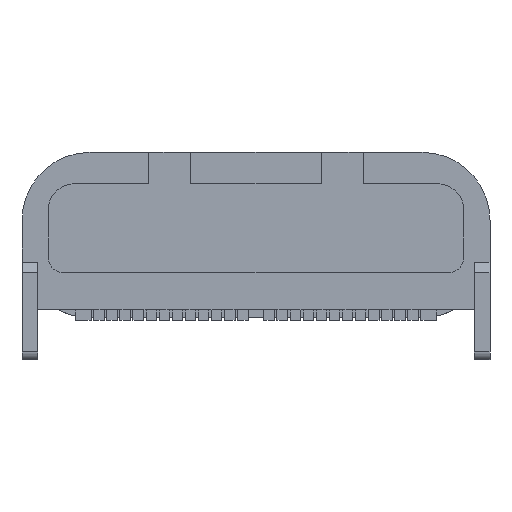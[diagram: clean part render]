
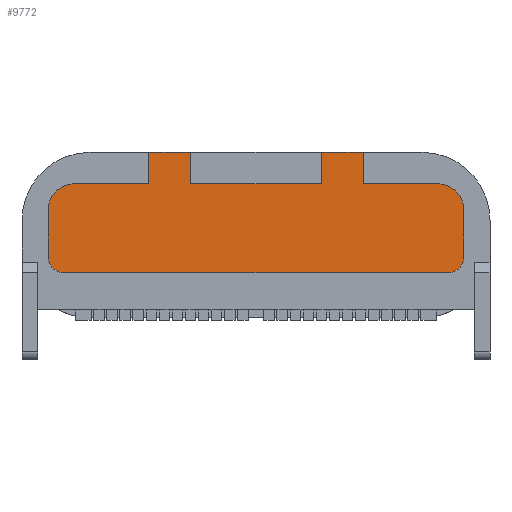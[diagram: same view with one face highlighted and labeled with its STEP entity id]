
A CAD part, front view. The second image highlights one B-rep face of the part: STEP entity #9772.
In plain terms, the highlighted planar face has unit normal (0, -1, 0).
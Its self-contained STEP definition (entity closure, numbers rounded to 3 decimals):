
#766=CIRCLE('',#10467,0.3);
#767=CIRCLE('',#10468,0.5);
#768=CIRCLE('',#10469,0.5);
#769=CIRCLE('',#10470,0.3);
#1118=FACE_OUTER_BOUND('',#1634,.T.);
#1634=EDGE_LOOP('',(#7608,#7609,#7610,#7611,#7612,#7613,#7614,#7615,#7616,
#7617,#7618,#7619,#7620,#7621,#7622,#7623));
#2369=LINE('',#14748,#3441);
#2375=LINE('',#14759,#3447);
#2481=LINE('',#15044,#3553);
#2482=LINE('',#15050,#3554);
#2483=LINE('',#15054,#3555);
#2484=LINE('',#15055,#3556);
#2485=LINE('',#15057,#3557);
#2486=LINE('',#15058,#3558);
#2487=LINE('',#15060,#3559);
#2488=LINE('',#15062,#3560);
#2489=LINE('',#15066,#3561);
#2490=LINE('',#15069,#3562);
#3441=VECTOR('',#11917,0.8);
#3447=VECTOR('',#11923,0.8);
#3553=VECTOR('',#12177,0.6);
#3554=VECTOR('',#12182,0.9);
#3555=VECTOR('',#12185,1.42);
#3556=VECTOR('',#12186,0.6);
#3557=VECTOR('',#12187,2.5);
#3558=VECTOR('',#12188,0.6);
#3559=VECTOR('',#12189,0.6);
#3560=VECTOR('',#12190,1.42);
#3561=VECTOR('',#12193,0.9);
#3562=VECTOR('',#12196,7.34);
#4490=VERTEX_POINT('',#14745);
#4491=VERTEX_POINT('',#14747);
#4495=VERTEX_POINT('',#14756);
#4496=VERTEX_POINT('',#14758);
#4601=VERTEX_POINT('',#15042);
#4602=VERTEX_POINT('',#15046);
#4603=VERTEX_POINT('',#15047);
#4604=VERTEX_POINT('',#15049);
#4605=VERTEX_POINT('',#15051);
#4606=VERTEX_POINT('',#15053);
#4607=VERTEX_POINT('',#15056);
#4608=VERTEX_POINT('',#15059);
#4609=VERTEX_POINT('',#15061);
#4610=VERTEX_POINT('',#15063);
#4611=VERTEX_POINT('',#15065);
#4612=VERTEX_POINT('',#15067);
#5560=EDGE_CURVE('',#4491,#4490,#2369,.T.);
#5566=EDGE_CURVE('',#4496,#4495,#2375,.T.);
#5709=EDGE_CURVE('',#4490,#4601,#2481,.T.);
#5710=EDGE_CURVE('',#4602,#4603,#766,.T.);
#5711=EDGE_CURVE('',#4603,#4604,#2482,.T.);
#5712=EDGE_CURVE('',#4604,#4605,#767,.T.);
#5713=EDGE_CURVE('',#4605,#4606,#2483,.T.);
#5714=EDGE_CURVE('',#4606,#4491,#2484,.T.);
#5715=EDGE_CURVE('',#4601,#4607,#2485,.T.);
#5716=EDGE_CURVE('',#4607,#4496,#2486,.T.);
#5717=EDGE_CURVE('',#4495,#4608,#2487,.T.);
#5718=EDGE_CURVE('',#4608,#4609,#2488,.T.);
#5719=EDGE_CURVE('',#4609,#4610,#768,.T.);
#5720=EDGE_CURVE('',#4610,#4611,#2489,.T.);
#5721=EDGE_CURVE('',#4611,#4612,#769,.T.);
#5722=EDGE_CURVE('',#4612,#4602,#2490,.T.);
#7608=ORIENTED_EDGE('',*,*,#5710,.T.);
#7609=ORIENTED_EDGE('',*,*,#5711,.T.);
#7610=ORIENTED_EDGE('',*,*,#5712,.T.);
#7611=ORIENTED_EDGE('',*,*,#5713,.T.);
#7612=ORIENTED_EDGE('',*,*,#5714,.T.);
#7613=ORIENTED_EDGE('',*,*,#5560,.T.);
#7614=ORIENTED_EDGE('',*,*,#5709,.T.);
#7615=ORIENTED_EDGE('',*,*,#5715,.T.);
#7616=ORIENTED_EDGE('',*,*,#5716,.T.);
#7617=ORIENTED_EDGE('',*,*,#5566,.T.);
#7618=ORIENTED_EDGE('',*,*,#5717,.T.);
#7619=ORIENTED_EDGE('',*,*,#5718,.T.);
#7620=ORIENTED_EDGE('',*,*,#5719,.T.);
#7621=ORIENTED_EDGE('',*,*,#5720,.T.);
#7622=ORIENTED_EDGE('',*,*,#5721,.T.);
#7623=ORIENTED_EDGE('',*,*,#5722,.T.);
#9367=PLANE('',#10466);
#9772=ADVANCED_FACE('',(#1118),#9367,.T.);
#10466=AXIS2_PLACEMENT_3D('',#15045,#12178,#12179);
#10467=AXIS2_PLACEMENT_3D('',#15048,#12180,#12181);
#10468=AXIS2_PLACEMENT_3D('',#15052,#12183,#12184);
#10469=AXIS2_PLACEMENT_3D('',#15064,#12191,#12192);
#10470=AXIS2_PLACEMENT_3D('',#15068,#12194,#12195);
#11917=DIRECTION('',(-1.,0.,0.));
#11923=DIRECTION('',(-1.,0.,0.));
#12177=DIRECTION('',(0.,0.,-1.));
#12178=DIRECTION('center_axis',(0.,-1.,0.));
#12179=DIRECTION('ref_axis',(-1.,0.,0.));
#12180=DIRECTION('center_axis',(0.,-1.,0.));
#12181=DIRECTION('ref_axis',(0.,0.,-1.));
#12182=DIRECTION('',(0.,0.,1.));
#12183=DIRECTION('center_axis',(0.,-1.,0.));
#12184=DIRECTION('ref_axis',(1.,0.,0.));
#12185=DIRECTION('',(-1.,0.,0.));
#12186=DIRECTION('',(0.,0.,1.));
#12187=DIRECTION('',(-1.,0.,0.));
#12188=DIRECTION('',(0.,0.,1.));
#12189=DIRECTION('',(0.,0.,-1.));
#12190=DIRECTION('',(-1.,0.,0.));
#12191=DIRECTION('center_axis',(0.,-1.,0.));
#12192=DIRECTION('ref_axis',(0.,0.,1.));
#12193=DIRECTION('',(0.,0.,-1.));
#12194=DIRECTION('center_axis',(0.,-1.,0.));
#12195=DIRECTION('ref_axis',(-1.,0.,0.));
#12196=DIRECTION('',(1.,0.,0.));
#14745=CARTESIAN_POINT('',(1.25,-3.86,3.21));
#14747=CARTESIAN_POINT('',(2.05,-3.86,3.21));
#14748=CARTESIAN_POINT('',(2.05,-3.86,3.21));
#14756=CARTESIAN_POINT('',(-2.05,-3.86,3.21));
#14758=CARTESIAN_POINT('',(-1.25,-3.86,3.21));
#14759=CARTESIAN_POINT('',(-1.25,-3.86,3.21));
#15042=CARTESIAN_POINT('',(1.25,-3.86,2.61));
#15044=CARTESIAN_POINT('',(1.25,-3.86,3.21));
#15045=CARTESIAN_POINT('Origin',(0.,-3.86,1.63));
#15046=CARTESIAN_POINT('',(3.67,-3.86,0.91));
#15047=CARTESIAN_POINT('',(3.97,-3.86,1.21));
#15048=CARTESIAN_POINT('Origin',(3.67,-3.86,1.21));
#15049=CARTESIAN_POINT('',(3.97,-3.86,2.11));
#15050=CARTESIAN_POINT('',(3.97,-3.86,1.21));
#15051=CARTESIAN_POINT('',(3.47,-3.86,2.61));
#15052=CARTESIAN_POINT('Origin',(3.47,-3.86,2.11));
#15053=CARTESIAN_POINT('',(2.05,-3.86,2.61));
#15054=CARTESIAN_POINT('',(3.47,-3.86,2.61));
#15055=CARTESIAN_POINT('',(2.05,-3.86,2.61));
#15056=CARTESIAN_POINT('',(-1.25,-3.86,2.61));
#15057=CARTESIAN_POINT('',(1.25,-3.86,2.61));
#15058=CARTESIAN_POINT('',(-1.25,-3.86,2.61));
#15059=CARTESIAN_POINT('',(-2.05,-3.86,2.61));
#15060=CARTESIAN_POINT('',(-2.05,-3.86,3.21));
#15061=CARTESIAN_POINT('',(-3.47,-3.86,2.61));
#15062=CARTESIAN_POINT('',(-2.05,-3.86,2.61));
#15063=CARTESIAN_POINT('',(-3.97,-3.86,2.11));
#15064=CARTESIAN_POINT('Origin',(-3.47,-3.86,2.11));
#15065=CARTESIAN_POINT('',(-3.97,-3.86,1.21));
#15066=CARTESIAN_POINT('',(-3.97,-3.86,2.11));
#15067=CARTESIAN_POINT('',(-3.67,-3.86,0.91));
#15068=CARTESIAN_POINT('Origin',(-3.67,-3.86,1.21));
#15069=CARTESIAN_POINT('',(-3.67,-3.86,0.91));
